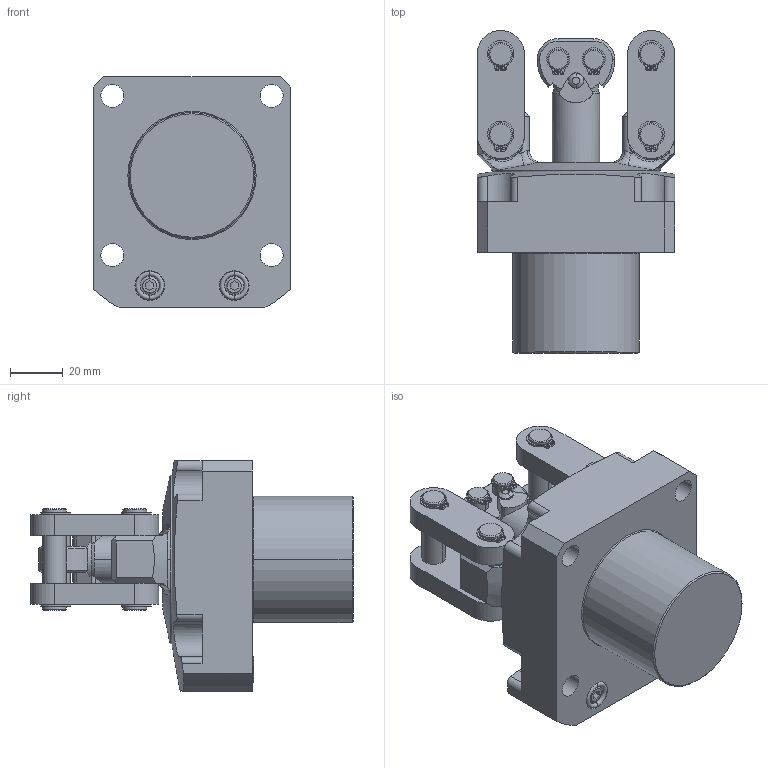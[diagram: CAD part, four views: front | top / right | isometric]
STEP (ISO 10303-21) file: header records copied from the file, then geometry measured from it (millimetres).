
FILE_DESCRIPTION((''),'2;1');
FILE_NAME('ILC16322220','2020-07-09T',('athomsen'),(''),'PRO/ENGINEER BY PARAMETRIC TECHNOLOGY CORPORATION, 2013320','PRO/ENGINEER BY PARAMETRIC TECHNOLOGY CORPORATION, 2013320','');
FILE_SCHEMA(('AUTOMOTIVE_DESIGN { 1 0 10303 214 1 1 1 1 }'));
Length unit declared in the file: inch
Products named in the file (3): ILC16322200_BODY; ILC16322220_LUG; ILC16322220
Assembly tree (2 placements, depth 2):
  ILC16322220
    ILC16322200_BODY
    ILC16322220_LUG
Bounding box: 75.02 x 122.31 x 87.5 mm (x, y, z)
Volume: 311916.9 mm3; surface area: 61795.5 mm2
Topology: 4 solids, 12 shells, 623 faces, 1588 edges, 1021 vertices
Faces by surface type: cylinder 292, plane 219, cone 64, torus 32, sphere 8, bspline 8
Entity records: 25164 total; most frequent: CARTESIAN_POINT 4545, DIRECTION 3474, ORIENTED_EDGE 3160, PRESENTATION_STYLE_ASSIGNMENT 1596, STYLED_ITEM 1596, CURVE_STYLE 1588, EDGE_CURVE 1588, AXIS2_PLACEMENT_3D 1390
